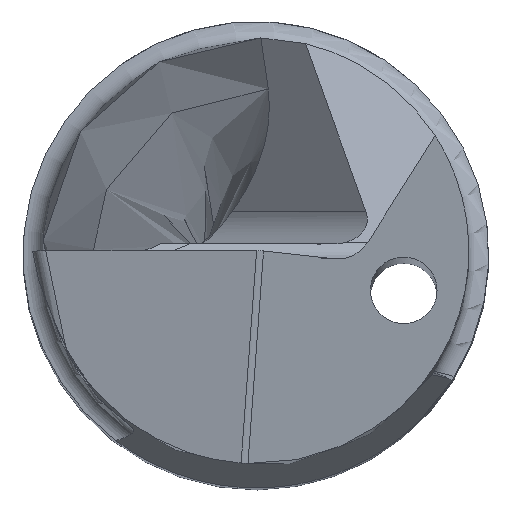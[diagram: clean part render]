
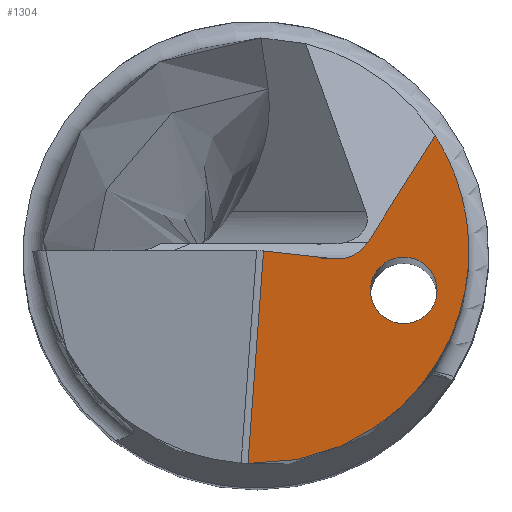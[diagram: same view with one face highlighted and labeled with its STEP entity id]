
A CAD part, top view. The second image highlights one B-rep face of the part: STEP entity #1304.
In plain terms, the highlighted planar face has unit normal (0.696, -0.174, 0.696).
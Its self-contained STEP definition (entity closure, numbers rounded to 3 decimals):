
#2 = CARTESIAN_POINT ( 'NONE',  ( 1.387, -0.145, 55.639 ) ) ;
#4 = CARTESIAN_POINT ( 'NONE',  ( -0.119, -3.198, 56.384 ) ) ;
#6 = VERTEX_POINT ( 'NONE', #253 ) ;
#8 = DIRECTION ( 'NONE',  ( 0.072, 0.982, 0.173 ) ) ;
#13 = EDGE_LOOP ( 'NONE', ( #1265 ) ) ;
#61 = ORIENTED_EDGE ( 'NONE', *, *, #1421, .T. ) ;
#84 = CARTESIAN_POINT ( 'NONE',  ( 1.495, -1.445, 55.207 ) ) ;
#160 = CARTESIAN_POINT ( 'NONE',  ( 1.205, -0.126, 55.826 ) ) ;
#165 = VECTOR ( 'NONE', #379, 1000. ) ;
#173 = ORIENTED_EDGE ( 'NONE', *, *, #412, .F. ) ;
#207 = EDGE_LOOP ( 'NONE', ( #578, #1001, #1063, #61, #173 ) ) ;
#226 = FACE_OUTER_BOUND ( 'NONE', #207, .T. ) ;
#238 = CARTESIAN_POINT ( 'NONE',  ( 0.986, -0.972, 55.834 ) ) ;
#242 = CARTESIAN_POINT ( 'NONE',  ( 4.282, -0.752, 52.593 ) ) ;
#251 = CARTESIAN_POINT ( 'NONE',  ( 0.115, -0.008, 56.945 ) ) ;
#253 = CARTESIAN_POINT ( 'NONE',  ( 2.695, 1.726, 54.798 ) ) ;
#310 = VERTEX_POINT ( 'NONE', #160 ) ;
#361 = CARTESIAN_POINT ( 'NONE',  ( 1.205, -0.126, 55.826 ) ) ;
#379 = DIRECTION ( 'NONE',  ( 0.696, -0.075, -0.714 ) ) ;
#412 = EDGE_CURVE ( 'NONE', #765, #6, #486, .T. ) ;
#451 = PLANE ( 'NONE',  #1190 ) ;
#471 = LINE ( 'NONE', #1205, #165 ) ;
#478 = CARTESIAN_POINT ( 'NONE',  ( 1.683, 0.129, 55.411 ) ) ;
#486 = LINE ( 'NONE', #238, #1407 ) ;
#578 = ORIENTED_EDGE ( 'NONE', *, *, #724, .F. ) ;
#582 = CARTESIAN_POINT ( 'NONE',  ( 2.707, -0.716, 54.177 ) ) ;
#637 = CARTESIAN_POINT ( 'NONE',  ( 1.683, 0.129, 55.411 ) ) ;
#638 = EDGE_CURVE ( 'NONE', #1432, #310, #471, .T. ) ;
#678 = CARTESIAN_POINT ( 'NONE',  ( 0.033, 0.1, 57.055 ) ) ;
#708 = DIRECTION ( 'NONE',  ( -0.707, 0., 0.707 ) ) ;
#716 =( BOUNDED_CURVE ( )  B_SPLINE_CURVE ( 3, ( #361, #2, #837, #478 ),
 .UNSPECIFIED., .F., .F. ) 
 B_SPLINE_CURVE_WITH_KNOTS ( ( 4, 4 ),
 ( 1.222, 2.531 ),
 .UNSPECIFIED. ) 
 CURVE ( )  GEOMETRIC_REPRESENTATION_ITEM ( )  RATIONAL_B_SPLINE_CURVE ( ( 1., 0.862, 0.862, 1. ) ) 
 REPRESENTATION_ITEM ( '' )  );
#723 = CARTESIAN_POINT ( 'NONE',  ( -0.119, -3.198, 56.384 ) ) ;
#724 = EDGE_CURVE ( 'NONE', #310, #765, #716, .T. ) ;
#765 = VERTEX_POINT ( 'NONE', #637 ) ;
#802 = CARTESIAN_POINT ( 'NONE',  ( 1.736, -0.474, 55.207 ) ) ;
#837 = CARTESIAN_POINT ( 'NONE',  ( 1.572, -0.047, 55.479 ) ) ;
#845 = CARTESIAN_POINT ( 'NONE',  ( 0.124, 0.109, 56.966 ) ) ;
#916 = CARTESIAN_POINT ( 'NONE',  ( 2.949, 0.254, 54.177 ) ) ;
#924 = DIRECTION ( 'NONE',  ( 0.696, -0.174, 0.696 ) ) ;
#978 = EDGE_CURVE ( 'NONE', #1025, #1432, #1172, .T. ) ;
#981 = CARTESIAN_POINT ( 'NONE',  ( 2.695, 1.726, 54.798 ) ) ;
#1001 = ORIENTED_EDGE ( 'NONE', *, *, #638, .F. ) ;
#1025 = VERTEX_POINT ( 'NONE', #723 ) ;
#1045 =( BOUNDED_CURVE ( )  B_SPLINE_CURVE ( 3, ( #582, #916, #1156, #802, #84, #1058, #1292 ),
 .UNSPECIFIED., .T., .F. ) 
 B_SPLINE_CURVE_WITH_KNOTS ( ( 4, 3, 4 ),
 ( 0., 3.142, 6.283 ),
 .UNSPECIFIED. ) 
 CURVE ( )  GEOMETRIC_REPRESENTATION_ITEM ( )  RATIONAL_B_SPLINE_CURVE ( ( 1., 0.333, 0.333, 1., 0.333, 0.333, 1. ) ) 
 REPRESENTATION_ITEM ( '' )  );
#1058 = CARTESIAN_POINT ( 'NONE',  ( 2.465, -1.687, 54.177 ) ) ;
#1063 = ORIENTED_EDGE ( 'NONE', *, *, #978, .F. ) ;
#1134 =( BOUNDED_CURVE ( )  B_SPLINE_CURVE ( 3, ( #4, #1317, #242, #981 ),
 .UNSPECIFIED., .F., .F. ) 
 B_SPLINE_CURVE_WITH_KNOTS ( ( 4, 4 ),
 ( 4.92, 7.097 ),
 .UNSPECIFIED. ) 
 CURVE ( )  GEOMETRIC_REPRESENTATION_ITEM ( )  RATIONAL_B_SPLINE_CURVE ( ( 1., 0.642, 0.642, 1. ) ) 
 REPRESENTATION_ITEM ( '' )  );
#1156 = CARTESIAN_POINT ( 'NONE',  ( 1.978, 0.496, 55.207 ) ) ;
#1172 = LINE ( 'NONE', #845, #1241 ) ;
#1190 = AXIS2_PLACEMENT_3D ( 'NONE', #678, #924, #708 ) ;
#1205 = CARTESIAN_POINT ( 'NONE',  ( 0.015, 0.003, 57.048 ) ) ;
#1241 = VECTOR ( 'NONE', #8, 1000. ) ;
#1265 = ORIENTED_EDGE ( 'NONE', *, *, #1512, .F. ) ;
#1269 = CARTESIAN_POINT ( 'NONE',  ( 2.707, -0.716, 54.177 ) ) ;
#1277 = VERTEX_POINT ( 'NONE', #1269 ) ;
#1292 = CARTESIAN_POINT ( 'NONE',  ( 2.707, -0.716, 54.177 ) ) ;
#1301 = FACE_BOUND ( 'NONE', #13, .T. ) ;
#1304 = ADVANCED_FACE ( 'NONE', ( #1301, #226 ), #451, .T. ) ;
#1317 = CARTESIAN_POINT ( 'NONE',  ( 2.822, -3.307, 53.416 ) ) ;
#1407 = VECTOR ( 'NONE', #1456, 1000. ) ;
#1421 = EDGE_CURVE ( 'NONE', #1025, #6, #1134, .T. ) ;
#1432 = VERTEX_POINT ( 'NONE', #251 ) ;
#1456 = DIRECTION ( 'NONE',  ( 0.509, 0.804, -0.308 ) ) ;
#1512 = EDGE_CURVE ( 'NONE', #1277, #1277, #1045, .T. ) ;
